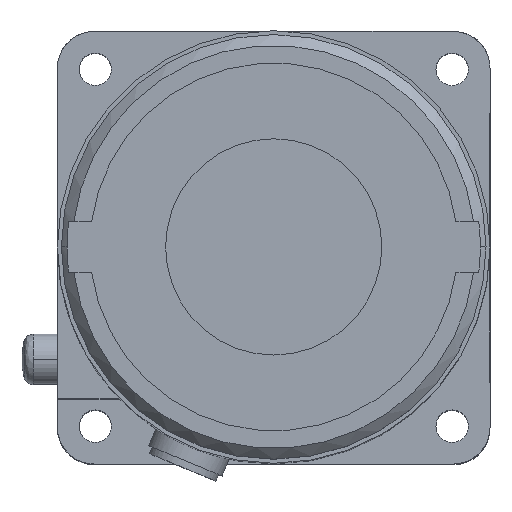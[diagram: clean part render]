
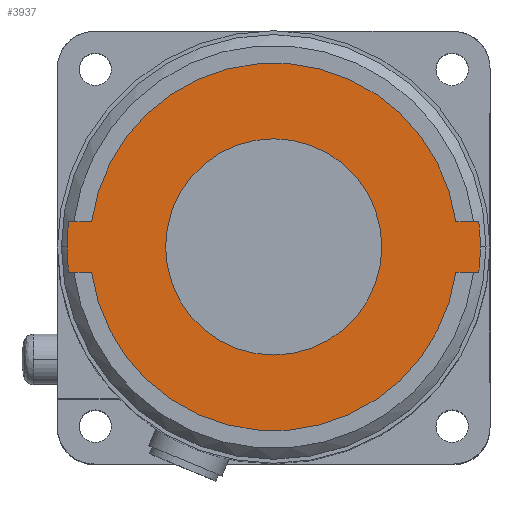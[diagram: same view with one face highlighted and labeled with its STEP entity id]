
A CAD part, top view. The second image highlights one B-rep face of the part: STEP entity #3937.
In plain terms, the highlighted planar face has unit normal (0, 0, 1).
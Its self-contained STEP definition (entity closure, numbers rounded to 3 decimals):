
#39 = CARTESIAN_POINT ( 'NONE',  ( -28.435, 3.5, 74.3 ) ) ;
#72 = CARTESIAN_POINT ( 'NONE',  ( 0., 0., 74.3 ) ) ;
#108 = ORIENTED_EDGE ( 'NONE', *, *, #4010, .T. ) ;
#118 = VERTEX_POINT ( 'NONE', #2380 ) ;
#136 = EDGE_CURVE ( 'NONE', #5005, #4789, #2239, .T. ) ;
#246 = DIRECTION ( 'NONE',  ( 0., 0., 1. ) ) ;
#314 = VERTEX_POINT ( 'NONE', #1400 ) ;
#458 = DIRECTION ( 'NONE',  ( 0., 0., -1. ) ) ;
#471 = CARTESIAN_POINT ( 'NONE',  ( 28.435, 3.5, 74.3 ) ) ;
#597 = DIRECTION ( 'NONE',  ( 1., 0., 0. ) ) ;
#730 = VERTEX_POINT ( 'NONE', #4048 ) ;
#766 = EDGE_LOOP ( 'NONE', ( #5021, #108, #1801, #2590, #5515, #4523, #3677, #2634, #4017, #1947 ) ) ;
#808 = DIRECTION ( 'NONE',  ( -1., 0., 0. ) ) ;
#810 = DIRECTION ( 'NONE',  ( -1., 0., 0. ) ) ;
#836 = AXIS2_PLACEMENT_3D ( 'NONE', #1857, #1229, #597 ) ;
#873 = CARTESIAN_POINT ( 'NONE',  ( 0., 0., 74.3 ) ) ;
#1000 = DIRECTION ( 'NONE',  ( -1., 0., 0. ) ) ;
#1052 = EDGE_CURVE ( 'NONE', #5005, #314, #5315, .T. ) ;
#1065 = AXIS2_PLACEMENT_3D ( 'NONE', #2058, #1444, #808 ) ;
#1229 = DIRECTION ( 'NONE',  ( 0., 0., 1. ) ) ;
#1243 = VERTEX_POINT ( 'NONE', #4651 ) ;
#1302 = CIRCLE ( 'NONE', #4392, 28.65 ) ;
#1356 = AXIS2_PLACEMENT_3D ( 'NONE', #4855, #3642, #3033 ) ;
#1391 = AXIS2_PLACEMENT_3D ( 'NONE', #4264, #3035, #2430 ) ;
#1400 = CARTESIAN_POINT ( 'NONE',  ( 28.65, 0., 74.3 ) ) ;
#1405 = CIRCLE ( 'NONE', #5685, 25.5 ) ;
#1444 = DIRECTION ( 'NONE',  ( 0., 0., -1. ) ) ;
#1447 = DIRECTION ( 'NONE',  ( 0., 0., -1. ) ) ;
#1481 = DIRECTION ( 'NONE',  ( 1., 0., 0. ) ) ;
#1578 = FACE_BOUND ( 'NONE', #1812, .T. ) ;
#1598 = EDGE_CURVE ( 'NONE', #118, #5671, #5725, .T. ) ;
#1622 = CARTESIAN_POINT ( 'NONE',  ( 0., 3.5, 74.3 ) ) ;
#1742 = AXIS2_PLACEMENT_3D ( 'NONE', #5545, #4961, #4363 ) ;
#1801 = ORIENTED_EDGE ( 'NONE', *, *, #5576, .T. ) ;
#1802 = VERTEX_POINT ( 'NONE', #4617 ) ;
#1812 = EDGE_LOOP ( 'NONE', ( #5753, #3887 ) ) ;
#1857 = CARTESIAN_POINT ( 'NONE',  ( 0., 0., 74.3 ) ) ;
#1906 = AXIS2_PLACEMENT_3D ( 'NONE', #72, #5430, #4842 ) ;
#1947 = ORIENTED_EDGE ( 'NONE', *, *, #5914, .F. ) ;
#2058 = CARTESIAN_POINT ( 'NONE',  ( 0., 0., 74.3 ) ) ;
#2060 = CARTESIAN_POINT ( 'NONE',  ( 0., 0., 74.3 ) ) ;
#2063 = PLANE ( 'NONE',  #1742 ) ;
#2092 = CARTESIAN_POINT ( 'NONE',  ( 0., -3.5, 74.3 ) ) ;
#2156 = LINE ( 'NONE', #5634, #2394 ) ;
#2222 = CIRCLE ( 'NONE', #1065, 28.65 ) ;
#2239 = LINE ( 'NONE', #1622, #3172 ) ;
#2369 = CARTESIAN_POINT ( 'NONE',  ( -15., 0., 74.3 ) ) ;
#2380 = CARTESIAN_POINT ( 'NONE',  ( -28.435, -3.5, 74.3 ) ) ;
#2394 = VECTOR ( 'NONE', #5055, 1000. ) ;
#2430 = DIRECTION ( 'NONE',  ( -1., 0., 0. ) ) ;
#2502 = VERTEX_POINT ( 'NONE', #39 ) ;
#2590 = ORIENTED_EDGE ( 'NONE', *, *, #5790, .T. ) ;
#2634 = ORIENTED_EDGE ( 'NONE', *, *, #3424, .T. ) ;
#2664 = FACE_OUTER_BOUND ( 'NONE', #766, .T. ) ;
#2702 = CIRCLE ( 'NONE', #1906, 15. ) ;
#2710 = LINE ( 'NONE', #2092, #5684 ) ;
#2804 = CARTESIAN_POINT ( 'NONE',  ( 25.259, 3.5, 74.3 ) ) ;
#2939 = CARTESIAN_POINT ( 'NONE',  ( 0., 0., 74.3 ) ) ;
#3014 = VERTEX_POINT ( 'NONE', #4152 ) ;
#3033 = DIRECTION ( 'NONE',  ( 1., 0., 0. ) ) ;
#3035 = DIRECTION ( 'NONE',  ( 0., 0., -1. ) ) ;
#3052 = DIRECTION ( 'NONE',  ( -1., 0., 0. ) ) ;
#3172 = VECTOR ( 'NONE', #1000, 1000. ) ;
#3424 = EDGE_CURVE ( 'NONE', #4789, #730, #4160, .T. ) ;
#3642 = DIRECTION ( 'NONE',  ( 0., 0., -1. ) ) ;
#3656 = CARTESIAN_POINT ( 'NONE',  ( -28.65, 0., 74.3 ) ) ;
#3660 = CARTESIAN_POINT ( 'NONE',  ( 0., 3.5, 74.3 ) ) ;
#3677 = ORIENTED_EDGE ( 'NONE', *, *, #136, .T. ) ;
#3699 = EDGE_CURVE ( 'NONE', #5409, #3014, #4052, .T. ) ;
#3786 = AXIS2_PLACEMENT_3D ( 'NONE', #2060, #1447, #810 ) ;
#3887 = ORIENTED_EDGE ( 'NONE', *, *, #3699, .T. ) ;
#3937 = ADVANCED_FACE ( 'NONE', ( #1578, #2664 ), #2063, .T. ) ;
#4010 = EDGE_CURVE ( 'NONE', #118, #5177, #2710, .T. ) ;
#4017 = ORIENTED_EDGE ( 'NONE', *, *, #4608, .T. ) ;
#4048 = CARTESIAN_POINT ( 'NONE',  ( -25.259, 3.5, 74.3 ) ) ;
#4052 = CIRCLE ( 'NONE', #1356, 15. ) ;
#4152 = CARTESIAN_POINT ( 'NONE',  ( 15., 0., 74.3 ) ) ;
#4160 = CIRCLE ( 'NONE', #836, 25.5 ) ;
#4264 = CARTESIAN_POINT ( 'NONE',  ( 0., 0., 74.3 ) ) ;
#4280 = LINE ( 'NONE', #3660, #5691 ) ;
#4363 = DIRECTION ( 'NONE',  ( 1., 0., 0. ) ) ;
#4392 = AXIS2_PLACEMENT_3D ( 'NONE', #2939, #458, #5794 ) ;
#4434 = EDGE_CURVE ( 'NONE', #3014, #5409, #2702, .T. ) ;
#4523 = ORIENTED_EDGE ( 'NONE', *, *, #1052, .F. ) ;
#4608 = EDGE_CURVE ( 'NONE', #730, #2502, #4280, .T. ) ;
#4617 = CARTESIAN_POINT ( 'NONE',  ( 28.435, -3.5, 74.3 ) ) ;
#4651 = CARTESIAN_POINT ( 'NONE',  ( 25.259, -3.5, 74.3 ) ) ;
#4789 = VERTEX_POINT ( 'NONE', #2804 ) ;
#4842 = DIRECTION ( 'NONE',  ( 1., 0., 0. ) ) ;
#4855 = CARTESIAN_POINT ( 'NONE',  ( 0., 0., 74.3 ) ) ;
#4961 = DIRECTION ( 'NONE',  ( 0., 0., 1. ) ) ;
#5005 = VERTEX_POINT ( 'NONE', #471 ) ;
#5021 = ORIENTED_EDGE ( 'NONE', *, *, #1598, .F. ) ;
#5055 = DIRECTION ( 'NONE',  ( 1., 0., 0. ) ) ;
#5070 = EDGE_CURVE ( 'NONE', #314, #1802, #2222, .T. ) ;
#5177 = VERTEX_POINT ( 'NONE', #5639 ) ;
#5315 = CIRCLE ( 'NONE', #1391, 28.65 ) ;
#5409 = VERTEX_POINT ( 'NONE', #2369 ) ;
#5430 = DIRECTION ( 'NONE',  ( 0., 0., -1. ) ) ;
#5515 = ORIENTED_EDGE ( 'NONE', *, *, #5070, .F. ) ;
#5545 = CARTESIAN_POINT ( 'NONE',  ( 0., 0., 74.3 ) ) ;
#5576 = EDGE_CURVE ( 'NONE', #5177, #1243, #1405, .T. ) ;
#5604 = DIRECTION ( 'NONE',  ( 1., 0., 0. ) ) ;
#5634 = CARTESIAN_POINT ( 'NONE',  ( 0., -3.5, 74.3 ) ) ;
#5639 = CARTESIAN_POINT ( 'NONE',  ( -25.259, -3.5, 74.3 ) ) ;
#5671 = VERTEX_POINT ( 'NONE', #3656 ) ;
#5684 = VECTOR ( 'NONE', #1481, 1000. ) ;
#5685 = AXIS2_PLACEMENT_3D ( 'NONE', #873, #246, #5604 ) ;
#5691 = VECTOR ( 'NONE', #3052, 1000. ) ;
#5725 = CIRCLE ( 'NONE', #3786, 28.65 ) ;
#5753 = ORIENTED_EDGE ( 'NONE', *, *, #4434, .T. ) ;
#5790 = EDGE_CURVE ( 'NONE', #1243, #1802, #2156, .T. ) ;
#5794 = DIRECTION ( 'NONE',  ( -1., 0., 0. ) ) ;
#5914 = EDGE_CURVE ( 'NONE', #5671, #2502, #1302, .T. ) ;
